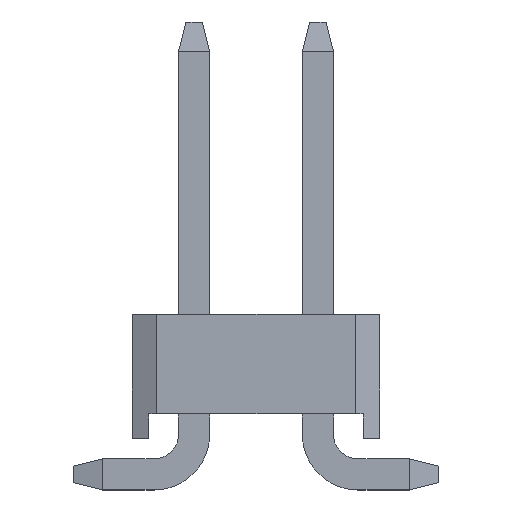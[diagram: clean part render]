
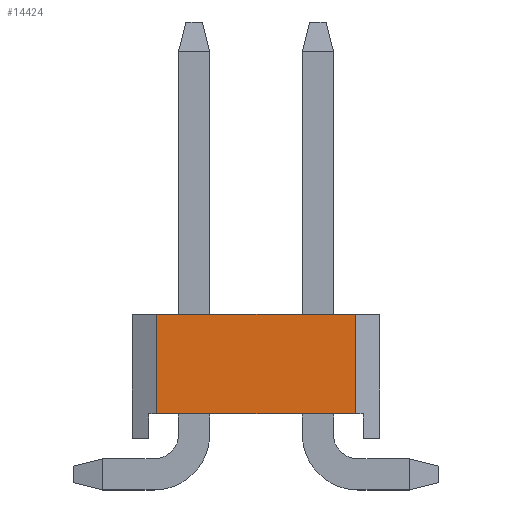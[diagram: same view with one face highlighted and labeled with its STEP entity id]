
A CAD part, front view. The second image highlights one B-rep face of the part: STEP entity #14424.
In plain terms, the highlighted face is planar.
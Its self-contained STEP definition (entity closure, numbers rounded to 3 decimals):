
#908=ORIENTED_EDGE('',*,*,#3592,.F.);
#909=ORIENTED_EDGE('',*,*,#3162,.T.);
#910=ORIENTED_EDGE('',*,*,#3627,.T.);
#911=ORIENTED_EDGE('',*,*,#3449,.T.);
#3162=EDGE_CURVE('',#4643,#4642,#5570,.T.);
#3449=EDGE_CURVE('',#4897,#4896,#5857,.T.);
#3592=EDGE_CURVE('',#4643,#4896,#6000,.T.);
#3627=EDGE_CURVE('',#4642,#4897,#6035,.T.);
#4642=VERTEX_POINT('',#18499);
#4643=VERTEX_POINT('',#18501);
#4896=VERTEX_POINT('',#19074);
#4897=VERTEX_POINT('',#19076);
#5570=LINE('',#18500,#6962);
#5857=LINE('',#19075,#7249);
#6000=LINE('',#19339,#7392);
#6035=LINE('',#19396,#7427);
#6962=VECTOR('',#15698,1000.);
#7249=VECTOR('',#16053,1000.);
#7392=VECTOR('',#16240,1000.);
#7427=VECTOR('',#16319,1000.);
#8442=EDGE_LOOP('',(#908,#909,#910,#911));
#9084=FACE_BOUND('',#8442,.T.);
#9682=PLANE('',#15029);
#14424=ADVANCED_FACE('',(#9084),#9682,.T.);
#15029=AXIS2_PLACEMENT_3D('',#19397,#16320,#16321);
#15698=DIRECTION('',(0.,-1.,0.));
#16053=DIRECTION('',(0.,1.,0.));
#16240=DIRECTION('',(0.,0.,1.));
#16319=DIRECTION('',(0.,0.,1.));
#16320=DIRECTION('',(-1.,0.,0.));
#16321=DIRECTION('',(0.,0.,1.));
#18499=CARTESIAN_POINT('',(-13.97,-2.04,-0.77));
#18500=CARTESIAN_POINT('',(-13.97,-2.54,-0.77));
#18501=CARTESIAN_POINT('',(-13.97,2.04,-0.77));
#19074=CARTESIAN_POINT('',(-13.97,2.04,1.27));
#19075=CARTESIAN_POINT('',(-13.97,-2.54,1.27));
#19076=CARTESIAN_POINT('',(-13.97,-2.04,1.27));
#19339=CARTESIAN_POINT('',(-13.97,2.04,-27.486));
#19396=CARTESIAN_POINT('',(-13.97,-2.04,-27.486));
#19397=CARTESIAN_POINT('',(-13.97,-2.54,-1.27));
